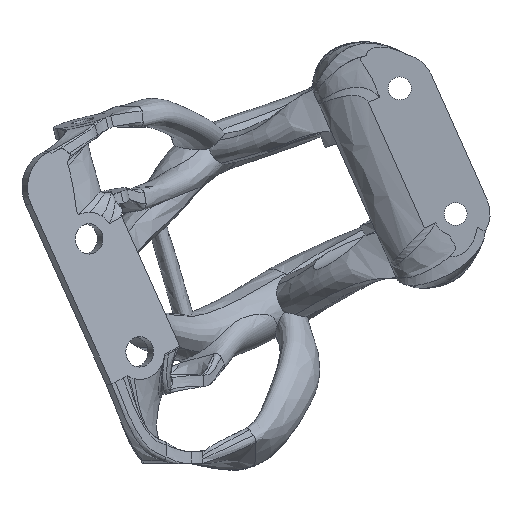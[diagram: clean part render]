
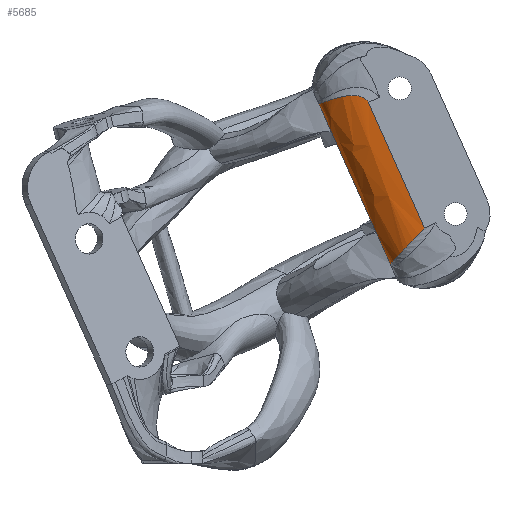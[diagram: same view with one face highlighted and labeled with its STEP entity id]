
A CAD part, front view. The second image highlights one B-rep face of the part: STEP entity #5685.
In plain terms, the highlighted free-form (B-spline) face has degree [3, 3] with [4, 4] control points.
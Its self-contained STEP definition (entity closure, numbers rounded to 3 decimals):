
#567=FACE_OUTER_BOUND('',#892,.T.);
#892=EDGE_LOOP('',(#4773,#4774,#4775,#4776,#4777,#4778));
#1003=LINE('',#23745,#1175);
#1010=LINE('',#30867,#1182);
#1106=LINE('',#41104,#1278);
#1112=LINE('',#41398,#1284);
#1175=VECTOR('',#6152,9.);
#1182=VECTOR('',#6187,8.);
#1278=VECTOR('',#6665,29.);
#1284=VECTOR('',#6679,36.);
#1760=B_SPLINE_CURVE_WITH_KNOTS('',3,(#41393,#41394,#41395,#41396),
 .UNSPECIFIED.,.F.,.F.,(4,4),(0.,1.),.UNSPECIFIED.);
#1761=B_SPLINE_CURVE_WITH_KNOTS('',3,(#41399,#41400,#41401,#41402),
 .UNSPECIFIED.,.F.,.F.,(4,4),(-1.,0.),.UNSPECIFIED.);
#1946=VERTEX_POINT('',#23742);
#1947=VERTEX_POINT('',#23744);
#1998=VERTEX_POINT('',#30857);
#1999=VERTEX_POINT('',#30866);
#2365=VERTEX_POINT('',#41392);
#2366=VERTEX_POINT('',#41397);
#2567=EDGE_CURVE('',#1946,#1947,#1003,.T.);
#2631=EDGE_CURVE('',#1998,#1999,#1010,.T.);
#3180=EDGE_CURVE('',#1947,#1998,#1106,.T.);
#3198=EDGE_CURVE('',#1946,#2365,#1760,.T.);
#3199=EDGE_CURVE('',#2366,#2365,#1112,.T.);
#3200=EDGE_CURVE('',#1999,#2366,#1761,.T.);
#4773=ORIENTED_EDGE('',*,*,#2567,.F.);
#4774=ORIENTED_EDGE('',*,*,#3198,.T.);
#4775=ORIENTED_EDGE('',*,*,#3199,.F.);
#4776=ORIENTED_EDGE('',*,*,#3200,.F.);
#4777=ORIENTED_EDGE('',*,*,#2631,.F.);
#4778=ORIENTED_EDGE('',*,*,#3180,.F.);
#5365=B_SPLINE_SURFACE_WITH_KNOTS('',3,3,((#41376,#41377,#41378,#41379),
(#41380,#41381,#41382,#41383),(#41384,#41385,#41386,#41387),(#41388,#41389,
#41390,#41391)),.UNSPECIFIED.,.F.,.F.,.F.,(4,4),(4,4),(0.,1.),(0.,1.),
 .UNSPECIFIED.);
#5685=ADVANCED_FACE('',(#567),#5365,.F.);
#6152=DIRECTION('',(-0.407,-0.032,0.913));
#6187=DIRECTION('',(-0.407,-0.032,0.913));
#6665=DIRECTION('',(-0.407,-0.032,0.913));
#6679=DIRECTION('',(0.407,0.,-0.913));
#23742=CARTESIAN_POINT('',(-65.556,289.225,-59.358));
#23744=CARTESIAN_POINT('',(-69.216,288.938,-51.141));
#23745=CARTESIAN_POINT('',(-63.929,289.353,-63.01));
#30857=CARTESIAN_POINT('',(-81.012,288.014,-24.665));
#30866=CARTESIAN_POINT('',(-84.266,287.759,-17.361));
#30867=CARTESIAN_POINT('',(-63.929,289.353,-63.01));
#41104=CARTESIAN_POINT('',(-63.929,289.353,-63.01));
#41376=CARTESIAN_POINT('Ctrl Pts',(-65.556,289.225,-59.358));
#41377=CARTESIAN_POINT('Ctrl Pts',(-64.78,282.928,-58.613));
#41378=CARTESIAN_POINT('Ctrl Pts',(-61.956,280.837,-55.636));
#41379=CARTESIAN_POINT('Ctrl Pts',(-56.622,280.,-49.919));
#41380=CARTESIAN_POINT('Ctrl Pts',(-71.792,288.736,-45.359));
#41381=CARTESIAN_POINT('Ctrl Pts',(-71.07,282.418,-44.941));
#41382=CARTESIAN_POINT('Ctrl Pts',(-65.969,280.558,-41.304));
#41383=CARTESIAN_POINT('Ctrl Pts',(-61.506,280.,-38.958));
#41384=CARTESIAN_POINT('Ctrl Pts',(-78.029,288.247,-31.36));
#41385=CARTESIAN_POINT('Ctrl Pts',(-77.36,281.907,-31.27));
#41386=CARTESIAN_POINT('Ctrl Pts',(-69.983,280.279,-26.971));
#41387=CARTESIAN_POINT('Ctrl Pts',(-66.389,280.,-27.996));
#41388=CARTESIAN_POINT('Ctrl Pts',(-84.266,287.759,-17.361));
#41389=CARTESIAN_POINT('Ctrl Pts',(-83.65,281.397,-17.598));
#41390=CARTESIAN_POINT('Ctrl Pts',(-73.997,280.,-12.639));
#41391=CARTESIAN_POINT('Ctrl Pts',(-71.272,280.,-17.035));
#41392=CARTESIAN_POINT('',(-56.622,280.,-49.919));
#41393=CARTESIAN_POINT('Ctrl Pts',(-65.556,289.225,-59.358));
#41394=CARTESIAN_POINT('Ctrl Pts',(-64.78,282.928,-58.613));
#41395=CARTESIAN_POINT('Ctrl Pts',(-61.956,280.837,-55.636));
#41396=CARTESIAN_POINT('Ctrl Pts',(-56.622,280.,-49.919));
#41397=CARTESIAN_POINT('',(-71.272,280.,-17.035));
#41398=CARTESIAN_POINT('',(-71.272,280.,-17.035));
#41399=CARTESIAN_POINT('Ctrl Pts',(-84.266,287.759,-17.361));
#41400=CARTESIAN_POINT('Ctrl Pts',(-83.65,281.397,-17.598));
#41401=CARTESIAN_POINT('Ctrl Pts',(-73.997,280.,-12.639));
#41402=CARTESIAN_POINT('Ctrl Pts',(-71.272,280.,-17.035));
